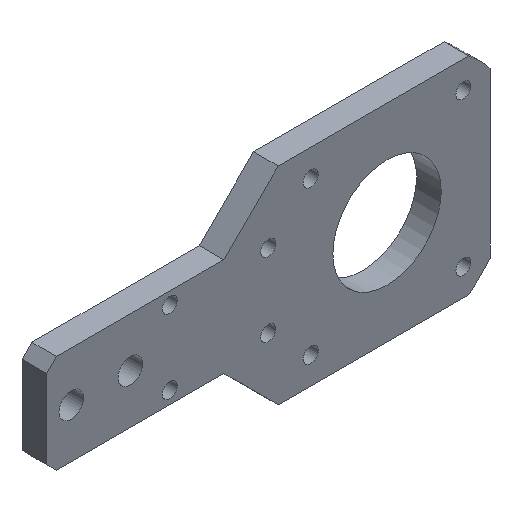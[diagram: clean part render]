
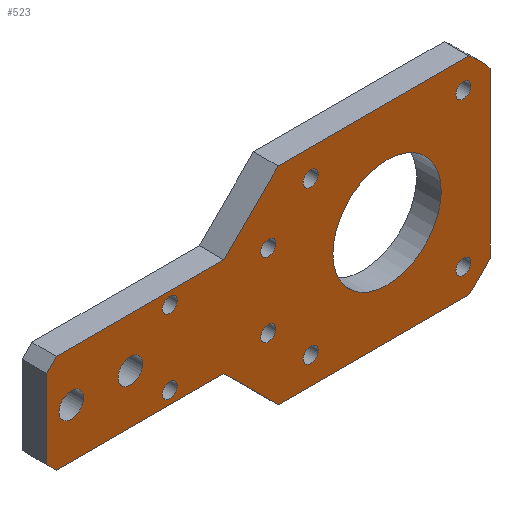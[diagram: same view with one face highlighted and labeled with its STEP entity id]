
A CAD part, isometric view. The second image highlights one B-rep face of the part: STEP entity #523.
In plain terms, the highlighted planar face has unit normal (0, -1, 0).
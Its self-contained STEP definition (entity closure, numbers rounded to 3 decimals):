
#39=FACE_BOUND('',#137,.T.);
#40=FACE_BOUND('',#138,.T.);
#41=FACE_BOUND('',#139,.T.);
#42=FACE_BOUND('',#140,.T.);
#43=FACE_BOUND('',#141,.T.);
#44=FACE_BOUND('',#142,.T.);
#45=FACE_BOUND('',#143,.T.);
#46=FACE_BOUND('',#144,.T.);
#47=FACE_BOUND('',#145,.T.);
#48=FACE_BOUND('',#146,.T.);
#49=FACE_BOUND('',#147,.T.);
#63=CIRCLE('',#547,1.515);
#64=CIRCLE('',#549,2.5);
#65=CIRCLE('',#551,1.515);
#66=CIRCLE('',#553,1.515);
#67=CIRCLE('',#555,1.515);
#68=CIRCLE('',#557,1.515);
#69=CIRCLE('',#559,1.515);
#70=CIRCLE('',#561,1.515);
#71=CIRCLE('',#563,11.);
#72=CIRCLE('',#565,2.5);
#73=CIRCLE('',#567,1.515);
#74=CIRCLE('',#572,26.75);
#75=CIRCLE('',#575,26.75);
#100=FACE_OUTER_BOUND('',#136,.T.);
#136=EDGE_LOOP('',(#464,#465,#466,#467,#468,#469,#470,#471,#472,#473,#474,
#475));
#137=EDGE_LOOP('',(#476));
#138=EDGE_LOOP('',(#477));
#139=EDGE_LOOP('',(#478));
#140=EDGE_LOOP('',(#479));
#141=EDGE_LOOP('',(#480));
#142=EDGE_LOOP('',(#481));
#143=EDGE_LOOP('',(#482));
#144=EDGE_LOOP('',(#483));
#145=EDGE_LOOP('',(#484));
#146=EDGE_LOOP('',(#485));
#147=EDGE_LOOP('',(#486));
#150=LINE('',#732,#193);
#154=LINE('',#741,#197);
#158=LINE('',#748,#201);
#159=LINE('',#752,#202);
#163=LINE('',#759,#206);
#170=LINE('',#798,#213);
#184=LINE('',#847,#227);
#185=LINE('',#849,#228);
#186=LINE('',#852,#229);
#189=LINE('',#860,#232);
#193=VECTOR('',#583,10.);
#197=VECTOR('',#589,10.);
#201=VECTOR('',#595,10.);
#202=VECTOR('',#598,10.);
#206=VECTOR('',#604,10.);
#213=VECTOR('',#641,10.);
#227=VECTOR('',#701,10.);
#228=VECTOR('',#704,10.);
#229=VECTOR('',#707,10.);
#232=VECTOR('',#716,10.);
#236=VERTEX_POINT('',#729);
#237=VERTEX_POINT('',#731);
#240=VERTEX_POINT('',#738);
#241=VERTEX_POINT('',#740);
#243=VERTEX_POINT('',#746);
#244=VERTEX_POINT('',#750);
#245=VERTEX_POINT('',#751);
#264=VERTEX_POINT('',#797);
#265=VERTEX_POINT('',#801);
#266=VERTEX_POINT('',#805);
#267=VERTEX_POINT('',#809);
#268=VERTEX_POINT('',#813);
#269=VERTEX_POINT('',#817);
#270=VERTEX_POINT('',#821);
#271=VERTEX_POINT('',#825);
#272=VERTEX_POINT('',#829);
#273=VERTEX_POINT('',#833);
#274=VERTEX_POINT('',#837);
#275=VERTEX_POINT('',#841);
#276=VERTEX_POINT('',#845);
#277=VERTEX_POINT('',#851);
#278=VERTEX_POINT('',#855);
#279=VERTEX_POINT('',#859);
#282=EDGE_CURVE('',#236,#237,#150,.T.);
#286=EDGE_CURVE('',#240,#241,#154,.T.);
#290=EDGE_CURVE('',#240,#243,#158,.T.);
#291=EDGE_CURVE('',#244,#245,#159,.T.);
#295=EDGE_CURVE('',#244,#237,#163,.T.);
#315=EDGE_CURVE('',#264,#243,#170,.T.);
#317=EDGE_CURVE('',#265,#265,#63,.T.);
#319=EDGE_CURVE('',#266,#266,#64,.T.);
#321=EDGE_CURVE('',#267,#267,#65,.T.);
#323=EDGE_CURVE('',#268,#268,#66,.T.);
#325=EDGE_CURVE('',#269,#269,#67,.T.);
#327=EDGE_CURVE('',#270,#270,#68,.T.);
#329=EDGE_CURVE('',#271,#271,#69,.T.);
#331=EDGE_CURVE('',#272,#272,#70,.T.);
#333=EDGE_CURVE('',#273,#273,#71,.T.);
#335=EDGE_CURVE('',#274,#274,#72,.T.);
#337=EDGE_CURVE('',#275,#275,#73,.T.);
#340=EDGE_CURVE('',#236,#276,#184,.T.);
#341=EDGE_CURVE('',#264,#245,#185,.T.);
#342=EDGE_CURVE('',#277,#241,#186,.T.);
#344=EDGE_CURVE('',#278,#277,#74,.T.);
#346=EDGE_CURVE('',#279,#278,#189,.T.);
#348=EDGE_CURVE('',#276,#279,#75,.T.);
#464=ORIENTED_EDGE('',*,*,#291,.F.);
#465=ORIENTED_EDGE('',*,*,#295,.T.);
#466=ORIENTED_EDGE('',*,*,#282,.F.);
#467=ORIENTED_EDGE('',*,*,#340,.T.);
#468=ORIENTED_EDGE('',*,*,#348,.T.);
#469=ORIENTED_EDGE('',*,*,#346,.T.);
#470=ORIENTED_EDGE('',*,*,#344,.T.);
#471=ORIENTED_EDGE('',*,*,#342,.T.);
#472=ORIENTED_EDGE('',*,*,#286,.F.);
#473=ORIENTED_EDGE('',*,*,#290,.T.);
#474=ORIENTED_EDGE('',*,*,#315,.F.);
#475=ORIENTED_EDGE('',*,*,#341,.T.);
#476=ORIENTED_EDGE('',*,*,#337,.T.);
#477=ORIENTED_EDGE('',*,*,#335,.T.);
#478=ORIENTED_EDGE('',*,*,#333,.T.);
#479=ORIENTED_EDGE('',*,*,#331,.T.);
#480=ORIENTED_EDGE('',*,*,#329,.T.);
#481=ORIENTED_EDGE('',*,*,#327,.T.);
#482=ORIENTED_EDGE('',*,*,#325,.T.);
#483=ORIENTED_EDGE('',*,*,#323,.T.);
#484=ORIENTED_EDGE('',*,*,#321,.T.);
#485=ORIENTED_EDGE('',*,*,#319,.T.);
#486=ORIENTED_EDGE('',*,*,#317,.T.);
#498=PLANE('',#576);
#523=ADVANCED_FACE('',(#100,#39,#40,#41,#42,#43,#44,#45,#46,#47,#48,#49),
#498,.T.);
#547=AXIS2_PLACEMENT_3D('',#802,#645,#646);
#549=AXIS2_PLACEMENT_3D('',#806,#650,#651);
#551=AXIS2_PLACEMENT_3D('',#810,#655,#656);
#553=AXIS2_PLACEMENT_3D('',#814,#660,#661);
#555=AXIS2_PLACEMENT_3D('',#818,#665,#666);
#557=AXIS2_PLACEMENT_3D('',#822,#670,#671);
#559=AXIS2_PLACEMENT_3D('',#826,#675,#676);
#561=AXIS2_PLACEMENT_3D('',#830,#680,#681);
#563=AXIS2_PLACEMENT_3D('',#834,#685,#686);
#565=AXIS2_PLACEMENT_3D('',#838,#690,#691);
#567=AXIS2_PLACEMENT_3D('',#842,#695,#696);
#572=AXIS2_PLACEMENT_3D('',#856,#711,#712);
#575=AXIS2_PLACEMENT_3D('',#863,#720,#721);
#576=AXIS2_PLACEMENT_3D('',#864,#722,#723);
#583=DIRECTION('',(-0.707,0.,0.707));
#589=DIRECTION('',(0.707,0.,0.707));
#595=DIRECTION('',(-1.,0.,0.));
#598=DIRECTION('',(-0.707,0.,0.707));
#604=DIRECTION('',(1.,0.,0.));
#641=DIRECTION('',(0.707,0.,0.707));
#645=DIRECTION('center_axis',(0.,1.,0.));
#646=DIRECTION('ref_axis',(1.,0.,0.));
#650=DIRECTION('center_axis',(0.,1.,0.));
#651=DIRECTION('ref_axis',(1.,0.,0.));
#655=DIRECTION('center_axis',(0.,1.,0.));
#656=DIRECTION('ref_axis',(1.,0.,0.));
#660=DIRECTION('center_axis',(0.,1.,0.));
#661=DIRECTION('ref_axis',(1.,0.,0.));
#665=DIRECTION('center_axis',(0.,1.,0.));
#666=DIRECTION('ref_axis',(1.,0.,0.));
#670=DIRECTION('center_axis',(0.,1.,0.));
#671=DIRECTION('ref_axis',(1.,0.,0.));
#675=DIRECTION('center_axis',(0.,1.,0.));
#676=DIRECTION('ref_axis',(1.,0.,0.));
#680=DIRECTION('center_axis',(0.,1.,0.));
#681=DIRECTION('ref_axis',(1.,0.,0.));
#685=DIRECTION('center_axis',(0.,1.,0.));
#686=DIRECTION('ref_axis',(1.,0.,0.));
#690=DIRECTION('center_axis',(0.,1.,0.));
#691=DIRECTION('ref_axis',(1.,0.,0.));
#695=DIRECTION('center_axis',(0.,1.,0.));
#696=DIRECTION('ref_axis',(1.,0.,0.));
#701=DIRECTION('',(1.,0.,0.));
#704=DIRECTION('',(0.,0.,-1.));
#707=DIRECTION('',(-1.,0.,0.));
#711=DIRECTION('center_axis',(0.,-1.,0.));
#712=DIRECTION('ref_axis',(0.785,0.,0.619));
#716=DIRECTION('',(0.,0.,1.));
#720=DIRECTION('center_axis',(0.,-1.,0.));
#721=DIRECTION('ref_axis',(0.619,0.,-0.785));
#722=DIRECTION('center_axis',(0.,-1.,0.));
#723=DIRECTION('ref_axis',(1.,0.,0.));
#729=CARTESIAN_POINT('',(12.,-13.896,-17.));
#731=CARTESIAN_POINT('',(1.,-13.896,-6.));
#732=CARTESIAN_POINT('',(3.5,-13.896,-8.5));
#738=CARTESIAN_POINT('',(1.,-13.896,14.));
#740=CARTESIAN_POINT('',(12.,-13.896,25.));
#741=CARTESIAN_POINT('',(3.5,-13.896,16.5));
#746=CARTESIAN_POINT('',(-33.,-13.896,14.));
#748=CARTESIAN_POINT('',(-15.,-13.896,14.));
#750=CARTESIAN_POINT('',(-33.,-13.896,-6.));
#751=CARTESIAN_POINT('',(-35.,-13.896,-4.));
#752=CARTESIAN_POINT('',(-25.25,-13.896,-13.75));
#759=CARTESIAN_POINT('',(-35.,-13.896,-6.));
#797=CARTESIAN_POINT('',(-35.,-13.896,12.));
#798=CARTESIAN_POINT('',(-25.25,-13.896,21.75));
#801=CARTESIAN_POINT('',(8.486,-13.896,11.604));
#802=CARTESIAN_POINT('Origin',(10.,-13.896,11.604));
#805=CARTESIAN_POINT('',(-20.5,-13.896,4.));
#806=CARTESIAN_POINT('Origin',(-18.,-13.896,4.));
#809=CARTESIAN_POINT('',(-11.515,-13.896,-3.396));
#810=CARTESIAN_POINT('Origin',(-10.,-13.896,-3.396));
#813=CARTESIAN_POINT('',(-11.515,-13.896,11.604));
#814=CARTESIAN_POINT('Origin',(-10.,-13.896,11.604));
#817=CARTESIAN_POINT('',(17.086,-13.896,-11.5));
#818=CARTESIAN_POINT('Origin',(18.6,-13.896,-11.5));
#821=CARTESIAN_POINT('',(17.086,-13.896,19.5));
#822=CARTESIAN_POINT('Origin',(18.6,-13.896,19.5));
#825=CARTESIAN_POINT('',(48.086,-13.896,-11.5));
#826=CARTESIAN_POINT('Origin',(49.6,-13.896,-11.5));
#829=CARTESIAN_POINT('',(48.086,-13.896,19.5));
#830=CARTESIAN_POINT('Origin',(49.6,-13.896,19.5));
#833=CARTESIAN_POINT('',(23.1,-13.896,4.));
#834=CARTESIAN_POINT('Origin',(34.1,-13.896,4.));
#837=CARTESIAN_POINT('',(-32.5,-13.896,4.));
#838=CARTESIAN_POINT('Origin',(-30.,-13.896,4.));
#841=CARTESIAN_POINT('',(8.486,-13.896,-3.396));
#842=CARTESIAN_POINT('Origin',(10.,-13.896,-3.396));
#845=CARTESIAN_POINT('',(50.67,-13.896,-17.));
#847=CARTESIAN_POINT('',(12.,-13.896,-17.));
#849=CARTESIAN_POINT('',(-35.,-13.896,14.));
#851=CARTESIAN_POINT('',(50.67,-13.896,25.));
#852=CARTESIAN_POINT('',(17.53,-13.896,25.));
#855=CARTESIAN_POINT('',(55.,-13.896,20.696));
#856=CARTESIAN_POINT('Origin',(34.1,-13.896,4.));
#859=CARTESIAN_POINT('',(55.,-13.896,-12.696));
#860=CARTESIAN_POINT('',(55.,-13.896,-17.));
#863=CARTESIAN_POINT('Origin',(34.1,-13.896,4.));
#864=CARTESIAN_POINT('Origin',(10.,-13.896,4.));
